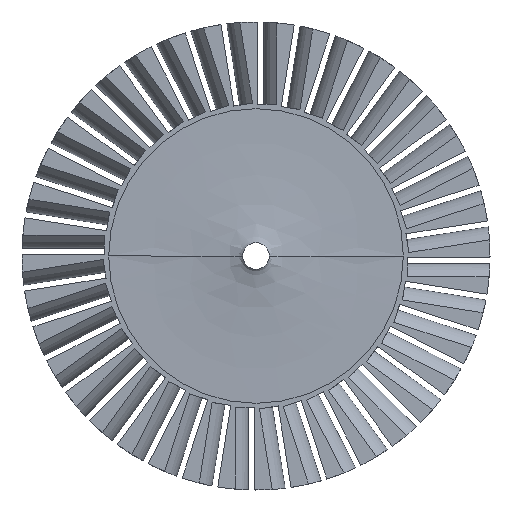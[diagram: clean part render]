
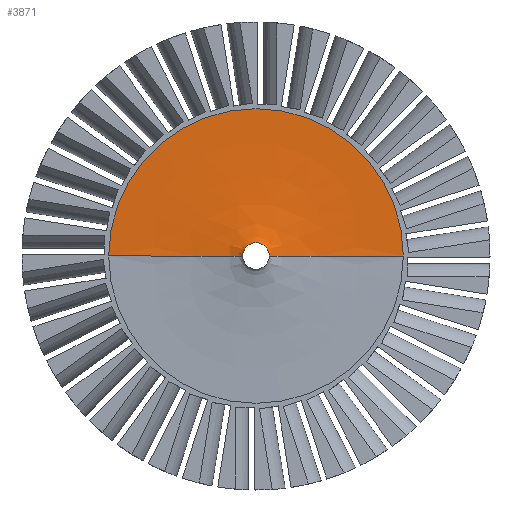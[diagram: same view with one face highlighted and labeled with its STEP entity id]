
A CAD part, front view. The second image highlights one B-rep face of the part: STEP entity #3871.
In plain terms, the highlighted free-form (B-spline) face has degree [3, 3] with [4, 4] control points.
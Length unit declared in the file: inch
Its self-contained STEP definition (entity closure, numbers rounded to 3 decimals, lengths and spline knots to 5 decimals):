
#646 = CARTESIAN_POINT ( 'NONE',  ( -0.19685, -0.5, 0. ) ) ;
#1293 = DIRECTION ( 'NONE',  ( 1., 0., 0. ) ) ;
#1502 = CARTESIAN_POINT ( 'NONE',  ( 1.02406, -0.3125, 0. ) ) ;
#2339 = CARTESIAN_POINT ( 'NONE',  ( -0.19685, -0.5, 0. ) ) ;
#2749 = AXIS2_PLACEMENT_3D ( 'NONE', #7192, #7592, #16839 ) ;
#2837 = CARTESIAN_POINT ( 'NONE',  ( -2.1875, -0.3125, 4.375 ) ) ;
#2858 = CARTESIAN_POINT ( 'NONE',  ( 0.26376, -0.38411, 0. ) ) ;
#3030 = CARTESIAN_POINT ( 'NONE',  ( -0.26376, -0.38411, 0.52752 ) ) ;
#3091 =( BOUNDED_CURVE ( )  B_SPLINE_CURVE ( 3, ( #6937, #8575, #5313, #646 ),
 .UNSPECIFIED., .F., .F. ) 
 B_SPLINE_CURVE_WITH_KNOTS ( ( 4, 4 ),
 ( 4.97382, 6.23012 ),
 .UNSPECIFIED. ) 
 CURVE ( )  GEOMETRIC_REPRESENTATION_ITEM ( )  RATIONAL_B_SPLINE_CURVE ( ( 1., 0.873, 0.873, 1. ) ) 
 REPRESENTATION_ITEM ( '' )  );
#3130 = CARTESIAN_POINT ( 'NONE',  ( 0.19685, -0.5, 0. ) ) ;
#3394 = EDGE_CURVE ( 'NONE', #15894, #3729, #3091, .T. ) ;
#3729 = VERTEX_POINT ( 'NONE', #2339 ) ;
#3871 = ADVANCED_FACE ( 'NONE', ( #13610 ), #14277, .F. ) ;
#4643 = CARTESIAN_POINT ( 'NONE',  ( -0.19685, -0.5, 0.3937 ) ) ;
#4832 = ORIENTED_EDGE ( 'NONE', *, *, #3394, .T. ) ;
#5313 = CARTESIAN_POINT ( 'NONE',  ( -0.26376, -0.38411, 0. ) ) ;
#6063 = CARTESIAN_POINT ( 'NONE',  ( -1.02406, -0.3125, 2.04812 ) ) ;
#6157 = CARTESIAN_POINT ( 'NONE',  ( 2.1875, -0.3125, 4.375 ) ) ;
#6553 = VERTEX_POINT ( 'NONE', #13123 ) ;
#6925 = CARTESIAN_POINT ( 'NONE',  ( 2.1875, -0.3125, 0. ) ) ;
#6937 = CARTESIAN_POINT ( 'NONE',  ( -2.1875, -0.3125, 0. ) ) ;
#7192 = CARTESIAN_POINT ( 'NONE',  ( 0., -0.5, 0. ) ) ;
#7592 = DIRECTION ( 'NONE',  ( 0., -1., 0. ) ) ;
#8575 = CARTESIAN_POINT ( 'NONE',  ( -1.02406, -0.3125, 0. ) ) ;
#8659 = VERTEX_POINT ( 'NONE', #6925 ) ;
#8811 = CIRCLE ( 'NONE', #10084, 2.1875 ) ;
#9313 = CARTESIAN_POINT ( 'NONE',  ( -2.1875, -0.3125, 0. ) ) ;
#9892 = ORIENTED_EDGE ( 'NONE', *, *, #15955, .F. ) ;
#10084 = AXIS2_PLACEMENT_3D ( 'NONE', #18346, #15116, #1293 ) ;
#10137 =( BOUNDED_CURVE ( )  B_SPLINE_CURVE ( 3, ( #13534, #19587, #2858, #16657 ),
 .UNSPECIFIED., .F., .F. ) 
 B_SPLINE_CURVE_WITH_KNOTS ( ( 4, 4 ),
 ( 4.97382, 6.23012 ),
 .UNSPECIFIED. ) 
 CURVE ( )  GEOMETRIC_REPRESENTATION_ITEM ( )  RATIONAL_B_SPLINE_CURVE ( ( 1., 0.873, 0.873, 1. ) ) 
 REPRESENTATION_ITEM ( '' )  );
#10774 = CARTESIAN_POINT ( 'NONE',  ( -1.02406, -0.3125, 0. ) ) ;
#11533 = CIRCLE ( 'NONE', #2749, 0.19685 ) ;
#11559 = ORIENTED_EDGE ( 'NONE', *, *, #12242, .T. ) ;
#12193 = CARTESIAN_POINT ( 'NONE',  ( -0.19685, -0.5, 0. ) ) ;
#12242 = EDGE_CURVE ( 'NONE', #8659, #15894, #8811, .T. ) ;
#12391 = CARTESIAN_POINT ( 'NONE',  ( 0.26376, -0.38411, 0. ) ) ;
#13123 = CARTESIAN_POINT ( 'NONE',  ( 0.19685, -0.5, 0. ) ) ;
#13534 = CARTESIAN_POINT ( 'NONE',  ( 2.1875, -0.3125, 0. ) ) ;
#13610 = FACE_OUTER_BOUND ( 'NONE', #16523, .T. ) ;
#14005 = CARTESIAN_POINT ( 'NONE',  ( 1.02406, -0.3125, 2.04812 ) ) ;
#14277 =( BOUNDED_SURFACE ( )  B_SPLINE_SURFACE ( 3, 3, ( 
 ( #18142, #6157, #2837, #15210 ),
 ( #1502, #14005, #6063, #10774 ),
 ( #12391, #16825, #3030, #15117 ),
 ( #3130, #18543, #4643, #12193 ) ),
 .UNSPECIFIED., .F., .F., .F. ) 
 B_SPLINE_SURFACE_WITH_KNOTS ( ( 4, 4 ),
 ( 4, 4 ),
 ( 0., 1. ),
 ( 0., 1. ),
 .UNSPECIFIED. ) 
 GEOMETRIC_REPRESENTATION_ITEM ( )  RATIONAL_B_SPLINE_SURFACE ( (
 ( 1., 0.333, 0.333, 1.),
 ( 0.873, 0.291, 0.291, 0.873),
 ( 0.873, 0.291, 0.291, 0.873),
 ( 1., 0.333, 0.333, 1.) ) ) 
 REPRESENTATION_ITEM ( '' )  SURFACE ( )  );
#15116 = DIRECTION ( 'NONE',  ( 0., -1., 0. ) ) ;
#15117 = CARTESIAN_POINT ( 'NONE',  ( -0.26376, -0.38411, 0. ) ) ;
#15210 = CARTESIAN_POINT ( 'NONE',  ( -2.1875, -0.3125, 0. ) ) ;
#15720 = ORIENTED_EDGE ( 'NONE', *, *, #18290, .F. ) ;
#15894 = VERTEX_POINT ( 'NONE', #9313 ) ;
#15955 = EDGE_CURVE ( 'NONE', #8659, #6553, #10137, .T. ) ;
#16523 = EDGE_LOOP ( 'NONE', ( #11559, #4832, #15720, #9892 ) ) ;
#16657 = CARTESIAN_POINT ( 'NONE',  ( 0.19685, -0.5, 0. ) ) ;
#16825 = CARTESIAN_POINT ( 'NONE',  ( 0.26376, -0.38411, 0.52752 ) ) ;
#16839 = DIRECTION ( 'NONE',  ( 1., 0., 0. ) ) ;
#18142 = CARTESIAN_POINT ( 'NONE',  ( 2.1875, -0.3125, 0. ) ) ;
#18290 = EDGE_CURVE ( 'NONE', #6553, #3729, #11533, .T. ) ;
#18346 = CARTESIAN_POINT ( 'NONE',  ( 0., -0.3125, 0. ) ) ;
#18543 = CARTESIAN_POINT ( 'NONE',  ( 0.19685, -0.5, 0.3937 ) ) ;
#19587 = CARTESIAN_POINT ( 'NONE',  ( 1.02406, -0.3125, 0. ) ) ;
